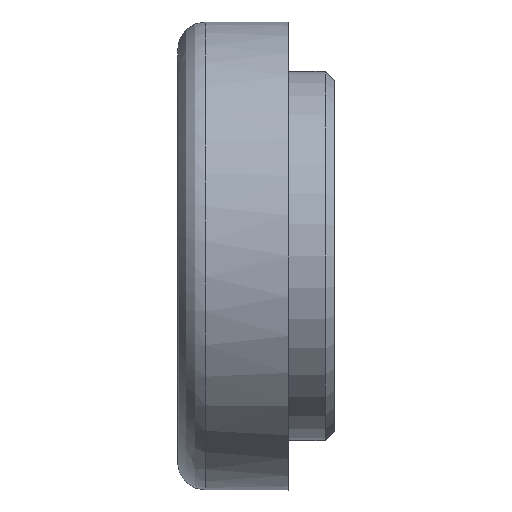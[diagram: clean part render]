
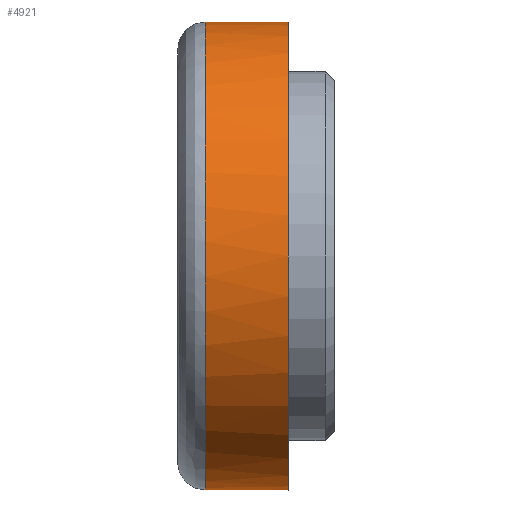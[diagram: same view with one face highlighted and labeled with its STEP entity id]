
A CAD part, left-side view. The second image highlights one B-rep face of the part: STEP entity #4921.
In plain terms, the highlighted cylindrical face has radius 25.35 mm (diameter 50.7 mm), a partial arc.
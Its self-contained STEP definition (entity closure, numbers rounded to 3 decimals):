
#89 = CYLINDRICAL_SURFACE ( 'NONE', #998, 25.35 ) ;
#94 = CARTESIAN_POINT ( 'NONE',  ( -11.234, 14., 22.785 ) ) ;
#114 = CARTESIAN_POINT ( 'NONE',  ( -22.785, 14., -11.234 ) ) ;
#134 = DIRECTION ( 'NONE',  ( 0., 0., -1. ) ) ;
#146 = CARTESIAN_POINT ( 'NONE',  ( -11.234, 14., -22.785 ) ) ;
#339 = LINE ( 'NONE', #3495, #756 ) ;
#422 = CARTESIAN_POINT ( 'NONE',  ( 0., 5., 0. ) ) ;
#500 = ORIENTED_EDGE ( 'NONE', *, *, #1842, .T. ) ;
#554 = CARTESIAN_POINT ( 'NONE',  ( -25.35, 14., -1.659 ) ) ;
#571 = CARTESIAN_POINT ( 'NONE',  ( -8.168, 14., -24.055 ) ) ;
#590 = EDGE_CURVE ( 'NONE', #691, #2667, #339, .T. ) ;
#619 = CARTESIAN_POINT ( 'NONE',  ( -24.055, 14., 8.168 ) ) ;
#620 = CARTESIAN_POINT ( 'NONE',  ( 0., 17., 0. ) ) ;
#691 = VERTEX_POINT ( 'NONE', #2818 ) ;
#756 = VECTOR ( 'NONE', #898, 1000. ) ;
#834 = EDGE_CURVE ( 'NONE', #2667, #3888, #2322, .T. ) ;
#898 = DIRECTION ( 'NONE',  ( 0., -1., 0. ) ) ;
#995 = CARTESIAN_POINT ( 'NONE',  ( -16.752, 14., 19.098 ) ) ;
#998 = AXIS2_PLACEMENT_3D ( 'NONE', #620, #1492, #134 ) ;
#1049 = CARTESIAN_POINT ( 'NONE',  ( -24.539, 14., 6.573 ) ) ;
#1419 = CARTESIAN_POINT ( 'NONE',  ( -3.318, 14., 25.187 ) ) ;
#1448 = EDGE_CURVE ( 'NONE', #4642, #3888, #1746, .T. ) ;
#1479 = CARTESIAN_POINT ( 'NONE',  ( -25.187, 14., 3.318 ) ) ;
#1492 = DIRECTION ( 'NONE',  ( 0., -1., 0. ) ) ;
#1507 = CARTESIAN_POINT ( 'NONE',  ( -19.098, 14., 16.752 ) ) ;
#1677 = VECTOR ( 'NONE', #3932, 1000. ) ;
#1746 = LINE ( 'NONE', #2644, #1677 ) ;
#1792 = ORIENTED_EDGE ( 'NONE', *, *, #590, .F. ) ;
#1842 = EDGE_CURVE ( 'NONE', #691, #4642, #4065, .T. ) ;
#1886 = CARTESIAN_POINT ( 'NONE',  ( -6.573, 14., 24.539 ) ) ;
#1941 = CARTESIAN_POINT ( 'NONE',  ( -24.055, 14., -8.168 ) ) ;
#1961 = CARTESIAN_POINT ( 'NONE',  ( 0., 14., -25.35 ) ) ;
#1978 = CARTESIAN_POINT ( 'NONE',  ( -3.318, 14., -25.187 ) ) ;
#1998 = CARTESIAN_POINT ( 'NONE',  ( -15.463, 14., 20.156 ) ) ;
#2271 = ORIENTED_EDGE ( 'NONE', *, *, #1448, .T. ) ;
#2322 = CIRCLE ( 'NONE', #3927, 25.35 ) ;
#2344 = CARTESIAN_POINT ( 'NONE',  ( -8.168, 14., 24.055 ) ) ;
#2403 = CARTESIAN_POINT ( 'NONE',  ( -6.573, 14., -24.539 ) ) ;
#2424 = CARTESIAN_POINT ( 'NONE',  ( -19.098, 14., -16.752 ) ) ;
#2442 = CARTESIAN_POINT ( 'NONE',  ( -25.187, 14., -3.318 ) ) ;
#2644 = CARTESIAN_POINT ( 'NONE',  ( 0., 17., -25.35 ) ) ;
#2667 = VERTEX_POINT ( 'NONE', #4839 ) ;
#2818 = CARTESIAN_POINT ( 'NONE',  ( 0., 14., 25.35 ) ) ;
#2880 = CARTESIAN_POINT ( 'NONE',  ( -16.752, 14., -19.098 ) ) ;
#2894 = CARTESIAN_POINT ( 'NONE',  ( -15.463, 14., -20.156 ) ) ;
#3277 = CARTESIAN_POINT ( 'NONE',  ( -22., 14., 12.704 ) ) ;
#3296 = CARTESIAN_POINT ( 'NONE',  ( -20.156, 14., 15.463 ) ) ;
#3348 = CARTESIAN_POINT ( 'NONE',  ( -20.156, 14., -15.463 ) ) ;
#3367 = CARTESIAN_POINT ( 'NONE',  ( 0., 14., -25.35 ) ) ;
#3495 = CARTESIAN_POINT ( 'NONE',  ( 0., 17., 25.35 ) ) ;
#3613 = DIRECTION ( 'NONE',  ( 0., -1., 0. ) ) ;
#3888 = VERTEX_POINT ( 'NONE', #5125 ) ;
#3927 = AXIS2_PLACEMENT_3D ( 'NONE', #422, #3613, #4098 ) ;
#3932 = DIRECTION ( 'NONE',  ( 0., -1., 0. ) ) ;
#4065 = B_SPLINE_CURVE_WITH_KNOTS ( 'NONE', 3,
 ( #5470, #4599, #1419, #1886, #2344, #94, #4734, #1998, #995, #1507, #3296, #3277, #5164, #619, #1049, #1479, #5587, #554, #2442, #4265, #1941, #114, #4715, #3348, #2424, #2880, #2894, #5602, #146, #571, #2403, #1978, #4211, #1961 ),
 .UNSPECIFIED., .F., .F.,
 ( 4, 2, 2, 2, 2, 2, 2, 2, 2, 2, 2, 2, 2, 2, 2, 2, 4 ),
 ( 0.089, 0.14, 0.192, 0.243, 0.294, 0.346, 0.397, 0.449, 0.5, 0.551, 0.603, 0.654, 0.706, 0.757, 0.808, 0.86, 0.911 ),
 .UNSPECIFIED. ) ;
#4098 = DIRECTION ( 'NONE',  ( 0., 0., -1. ) ) ;
#4211 = CARTESIAN_POINT ( 'NONE',  ( -1.659, 14., -25.35 ) ) ;
#4265 = CARTESIAN_POINT ( 'NONE',  ( -24.539, 14., -6.573 ) ) ;
#4445 = FACE_OUTER_BOUND ( 'NONE', #5260, .T. ) ;
#4450 = ORIENTED_EDGE ( 'NONE', *, *, #834, .F. ) ;
#4599 = CARTESIAN_POINT ( 'NONE',  ( -1.659, 14., 25.35 ) ) ;
#4642 = VERTEX_POINT ( 'NONE', #3367 ) ;
#4715 = CARTESIAN_POINT ( 'NONE',  ( -22., 14., -12.704 ) ) ;
#4734 = CARTESIAN_POINT ( 'NONE',  ( -12.704, 14., 22. ) ) ;
#4839 = CARTESIAN_POINT ( 'NONE',  ( 0., 5., 25.35 ) ) ;
#4921 = ADVANCED_FACE ( 'NONE', ( #4445 ), #89, .T. ) ;
#5125 = CARTESIAN_POINT ( 'NONE',  ( 0., 5., -25.35 ) ) ;
#5164 = CARTESIAN_POINT ( 'NONE',  ( -22.785, 14., 11.234 ) ) ;
#5260 = EDGE_LOOP ( 'NONE', ( #1792, #500, #2271, #4450 ) ) ;
#5470 = CARTESIAN_POINT ( 'NONE',  ( 0., 14., 25.35 ) ) ;
#5587 = CARTESIAN_POINT ( 'NONE',  ( -25.35, 14., 1.659 ) ) ;
#5602 = CARTESIAN_POINT ( 'NONE',  ( -12.704, 14., -22. ) ) ;
